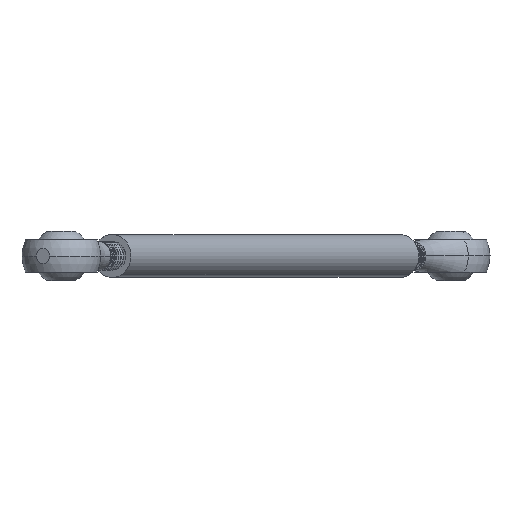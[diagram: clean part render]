
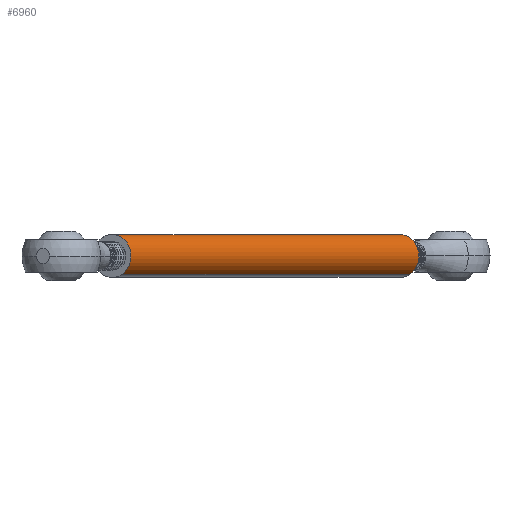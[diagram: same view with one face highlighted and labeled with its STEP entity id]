
A CAD part, front view. The second image highlights one B-rep face of the part: STEP entity #6960.
In plain terms, the highlighted cylindrical face has radius 3 mm (diameter 6 mm), a partial arc.
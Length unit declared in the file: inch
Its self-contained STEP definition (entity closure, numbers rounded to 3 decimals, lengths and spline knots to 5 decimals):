
#132 = ORIENTED_EDGE ( 'NONE', *, *, #3966, .T. ) ;
#542 = VECTOR ( 'NONE', #5360, 39.37008 ) ;
#875 = VECTOR ( 'NONE', #2360, 39.37008 ) ;
#1415 = EDGE_CURVE ( 'NONE', #8385, #6825, #2555, .T. ) ;
#1711 = CARTESIAN_POINT ( 'NONE',  ( 1.23376, 6.74243, 1.62903 ) ) ;
#2204 = ORIENTED_EDGE ( 'NONE', *, *, #2335, .F. ) ;
#2260 = CARTESIAN_POINT ( 'NONE',  ( -0.35047, 3.79472, 1.62903 ) ) ;
#2335 = EDGE_CURVE ( 'NONE', #8385, #7363, #8932, .T. ) ;
#2360 = DIRECTION ( 'NONE',  ( -0.473, -0.881, 0. ) ) ;
#2409 = CARTESIAN_POINT ( 'NONE',  ( 1.23376, 6.74243, 1.62903 ) ) ;
#2555 = LINE ( 'NONE', #2409, #542 ) ;
#2623 = DIRECTION ( 'NONE',  ( -0.473, -0.881, 0. ) ) ;
#2625 = DIRECTION ( 'NONE',  ( 0.473, 0.881, 0. ) ) ;
#2944 = LINE ( 'NONE', #2994, #875 ) ;
#2994 = CARTESIAN_POINT ( 'NONE',  ( 1.34026, 6.68519, 1.42609 ) ) ;
#3114 = ORIENTED_EDGE ( 'NONE', *, *, #1415, .T. ) ;
#3254 = CYLINDRICAL_SURFACE ( 'NONE', #6530, 0.11811 ) ;
#3401 = DIRECTION ( 'NONE',  ( 0.451, -0.242, -0.859 ) ) ;
#3966 = EDGE_CURVE ( 'NONE', #6825, #6352, #8490, .T. ) ;
#3972 = FACE_OUTER_BOUND ( 'NONE', #6595, .T. ) ;
#4113 = CARTESIAN_POINT ( 'NONE',  ( 1.28701, 6.71381, 1.52756 ) ) ;
#4360 = DIRECTION ( 'NONE',  ( 0.473, 0.881, 0. ) ) ;
#4674 = AXIS2_PLACEMENT_3D ( 'NONE', #7854, #4360, #7809 ) ;
#4844 = DIRECTION ( 'NONE',  ( -0.451, 0.242, 0.859 ) ) ;
#5360 = DIRECTION ( 'NONE',  ( -0.473, -0.881, 0. ) ) ;
#5576 = CARTESIAN_POINT ( 'NONE',  ( 1.28701, 6.71381, 1.52756 ) ) ;
#6352 = VERTEX_POINT ( 'NONE', #8888 ) ;
#6530 = AXIS2_PLACEMENT_3D ( 'NONE', #4113, #2623, #3401 ) ;
#6595 = EDGE_LOOP ( 'NONE', ( #2204, #3114, #132, #9255 ) ) ;
#6750 = CARTESIAN_POINT ( 'NONE',  ( 1.34026, 6.68519, 1.42609 ) ) ;
#6825 = VERTEX_POINT ( 'NONE', #2260 ) ;
#6960 = ADVANCED_FACE ( 'NONE', ( #3972 ), #3254, .T. ) ;
#7363 = VERTEX_POINT ( 'NONE', #6750 ) ;
#7768 = EDGE_CURVE ( 'NONE', #7363, #6352, #2944, .T. ) ;
#7809 = DIRECTION ( 'NONE',  ( -0.451, 0.242, 0.859 ) ) ;
#7854 = CARTESIAN_POINT ( 'NONE',  ( -0.29722, 3.7661, 1.52756 ) ) ;
#8022 = AXIS2_PLACEMENT_3D ( 'NONE', #5576, #2625, #4844 ) ;
#8385 = VERTEX_POINT ( 'NONE', #1711 ) ;
#8490 = CIRCLE ( 'NONE', #4674, 0.11811 ) ;
#8888 = CARTESIAN_POINT ( 'NONE',  ( -0.24397, 3.73748, 1.42609 ) ) ;
#8932 = CIRCLE ( 'NONE', #8022, 0.11811 ) ;
#9255 = ORIENTED_EDGE ( 'NONE', *, *, #7768, .F. ) ;
